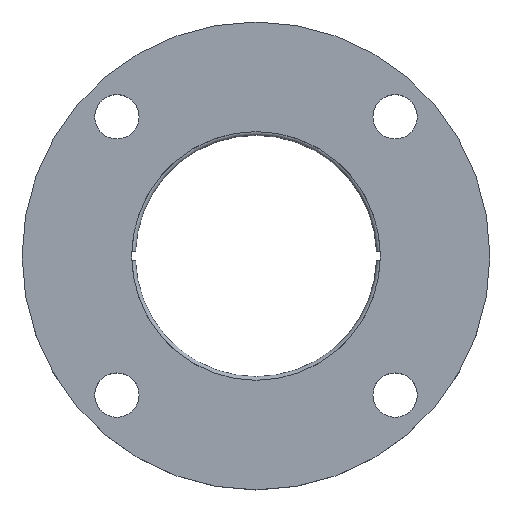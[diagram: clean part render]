
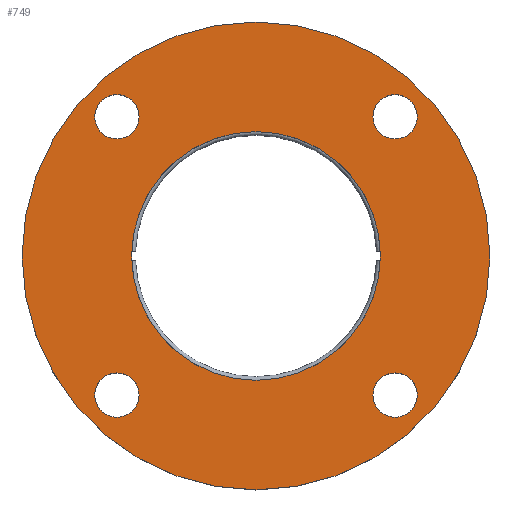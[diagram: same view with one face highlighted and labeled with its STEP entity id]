
A CAD part, top view. The second image highlights one B-rep face of the part: STEP entity #749.
In plain terms, the highlighted planar face has unit normal (0, 0, 1).
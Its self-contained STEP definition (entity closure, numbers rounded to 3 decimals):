
#10 = DIRECTION ( 'NONE',  ( 1., 0., 0. ) ) ;
#19 = DIRECTION ( 'NONE',  ( -1., 0., 0. ) ) ;
#31 = CARTESIAN_POINT ( 'NONE',  ( 0., 0., 0. ) ) ;
#36 = EDGE_CURVE ( 'NONE', #263, #430, #740, .T. ) ;
#42 = FACE_BOUND ( 'NONE', #934, .T. ) ;
#46 = AXIS2_PLACEMENT_3D ( 'NONE', #1068, #226, #1286 ) ;
#51 = EDGE_CURVE ( 'NONE', #143, #1388, #53, .T. ) ;
#52 = ORIENTED_EDGE ( 'NONE', *, *, #1084, .T. ) ;
#53 = CIRCLE ( 'NONE', #355, 4.5 ) ;
#79 = AXIS2_PLACEMENT_3D ( 'NONE', #461, #313, #1102 ) ;
#96 = CARTESIAN_POINT ( 'NONE',  ( -23.75, -28.25, 0. ) ) ;
#109 = ORIENTED_EDGE ( 'NONE', *, *, #36, .T. ) ;
#113 = CIRCLE ( 'NONE', #1081, 4.5 ) ;
#136 = CIRCLE ( 'NONE', #79, 4.5 ) ;
#143 = VERTEX_POINT ( 'NONE', #596 ) ;
#194 = DIRECTION ( 'NONE',  ( 0., 0., -1. ) ) ;
#212 = DIRECTION ( 'NONE',  ( -1., 0., 0. ) ) ;
#213 = VERTEX_POINT ( 'NONE', #547 ) ;
#226 = DIRECTION ( 'NONE',  ( 0., 0., -1. ) ) ;
#255 = VERTEX_POINT ( 'NONE', #1413 ) ;
#261 = EDGE_CURVE ( 'NONE', #1134, #1419, #1440, .T. ) ;
#263 = VERTEX_POINT ( 'NONE', #316 ) ;
#288 = VERTEX_POINT ( 'NONE', #1392 ) ;
#312 = CIRCLE ( 'NONE', #1166, 4.5 ) ;
#313 = DIRECTION ( 'NONE',  ( 0., 0., -1. ) ) ;
#316 = CARTESIAN_POINT ( 'NONE',  ( -32.75, -28.25, 0. ) ) ;
#327 = DIRECTION ( 'NONE',  ( 0., 0., 1. ) ) ;
#329 = DIRECTION ( 'NONE',  ( 0., 0., -1. ) ) ;
#355 = AXIS2_PLACEMENT_3D ( 'NONE', #793, #373, #1056 ) ;
#357 = CARTESIAN_POINT ( 'NONE',  ( -25.25, 0., 0. ) ) ;
#368 = ORIENTED_EDGE ( 'NONE', *, *, #941, .T. ) ;
#373 = DIRECTION ( 'NONE',  ( 0., 0., -1. ) ) ;
#383 = DIRECTION ( 'NONE',  ( 0., 0., -1. ) ) ;
#406 = EDGE_CURVE ( 'NONE', #255, #1284, #1228, .T. ) ;
#421 = DIRECTION ( 'NONE',  ( -1., 0., 0. ) ) ;
#424 = AXIS2_PLACEMENT_3D ( 'NONE', #921, #1386, #1391 ) ;
#425 = AXIS2_PLACEMENT_3D ( 'NONE', #590, #1272, #1381 ) ;
#430 = VERTEX_POINT ( 'NONE', #96 ) ;
#437 = CIRCLE ( 'NONE', #424, 47.5 ) ;
#451 = ORIENTED_EDGE ( 'NONE', *, *, #406, .T. ) ;
#461 = CARTESIAN_POINT ( 'NONE',  ( -28.25, -28.25, 0. ) ) ;
#485 = EDGE_CURVE ( 'NONE', #1419, #1134, #953, .T. ) ;
#499 = ORIENTED_EDGE ( 'NONE', *, *, #1414, .T. ) ;
#501 = AXIS2_PLACEMENT_3D ( 'NONE', #811, #589, #803 ) ;
#512 = DIRECTION ( 'NONE',  ( 1., 0., 0. ) ) ;
#531 = CARTESIAN_POINT ( 'NONE',  ( 23.75, -28.25, 0. ) ) ;
#533 = VERTEX_POINT ( 'NONE', #1243 ) ;
#547 = CARTESIAN_POINT ( 'NONE',  ( 25.25, 0., 0. ) ) ;
#551 = ORIENTED_EDGE ( 'NONE', *, *, #1409, .T. ) ;
#555 = ORIENTED_EDGE ( 'NONE', *, *, #51, .T. ) ;
#589 = DIRECTION ( 'NONE',  ( 0., 0., 1. ) ) ;
#590 = CARTESIAN_POINT ( 'NONE',  ( -28.25, -28.25, 0. ) ) ;
#596 = CARTESIAN_POINT ( 'NONE',  ( -32.75, 28.25, 0. ) ) ;
#602 = AXIS2_PLACEMENT_3D ( 'NONE', #773, #329, #212 ) ;
#622 = AXIS2_PLACEMENT_3D ( 'NONE', #1036, #383, #19 ) ;
#626 = CARTESIAN_POINT ( 'NONE',  ( 0., 0., 0. ) ) ;
#639 = ORIENTED_EDGE ( 'NONE', *, *, #949, .T. ) ;
#646 = DIRECTION ( 'NONE',  ( 0., 0., -1. ) ) ;
#654 = CARTESIAN_POINT ( 'NONE',  ( 28.25, 28.25, 0. ) ) ;
#662 = FACE_BOUND ( 'NONE', #987, .T. ) ;
#665 = CARTESIAN_POINT ( 'NONE',  ( 32.75, 28.25, 0. ) ) ;
#678 = ORIENTED_EDGE ( 'NONE', *, *, #261, .T. ) ;
#692 = DIRECTION ( 'NONE',  ( 0., 0., -1. ) ) ;
#703 = DIRECTION ( 'NONE',  ( -1., 0., 0. ) ) ;
#730 = CARTESIAN_POINT ( 'NONE',  ( -23.75, 28.25, 0. ) ) ;
#740 = CIRCLE ( 'NONE', #425, 4.5 ) ;
#749 = ADVANCED_FACE ( 'NONE', ( #1104, #1162, #662, #917, #42, #1083 ), #789, .F. ) ;
#773 = CARTESIAN_POINT ( 'NONE',  ( 28.25, -28.25, 0. ) ) ;
#789 = PLANE ( 'NONE',  #989 ) ;
#793 = CARTESIAN_POINT ( 'NONE',  ( -28.25, 28.25, 0. ) ) ;
#803 = DIRECTION ( 'NONE',  ( 1., 0., 0. ) ) ;
#811 = CARTESIAN_POINT ( 'NONE',  ( 0., 0., 0. ) ) ;
#869 = CARTESIAN_POINT ( 'NONE',  ( 32.75, -28.25, 0. ) ) ;
#882 = EDGE_CURVE ( 'NONE', #213, #533, #1011, .T. ) ;
#897 = CIRCLE ( 'NONE', #1426, 25.25 ) ;
#917 = FACE_BOUND ( 'NONE', #1298, .T. ) ;
#921 = CARTESIAN_POINT ( 'NONE',  ( 0., 0., 0. ) ) ;
#929 = VERTEX_POINT ( 'NONE', #1178 ) ;
#934 = EDGE_LOOP ( 'NONE', ( #1275, #1190 ) ) ;
#941 = EDGE_CURVE ( 'NONE', #288, #929, #437, .T. ) ;
#949 = EDGE_CURVE ( 'NONE', #929, #288, #1421, .T. ) ;
#953 = CIRCLE ( 'NONE', #602, 4.5 ) ;
#954 = EDGE_LOOP ( 'NONE', ( #368, #639 ) ) ;
#987 = EDGE_LOOP ( 'NONE', ( #109, #52 ) ) ;
#989 = AXIS2_PLACEMENT_3D ( 'NONE', #357, #692, #703 ) ;
#1006 = EDGE_LOOP ( 'NONE', ( #1305, #678 ) ) ;
#1011 = CIRCLE ( 'NONE', #1309, 25.25 ) ;
#1032 = EDGE_CURVE ( 'NONE', #533, #213, #897, .T. ) ;
#1036 = CARTESIAN_POINT ( 'NONE',  ( 28.25, -28.25, 0. ) ) ;
#1056 = DIRECTION ( 'NONE',  ( -1., 0., 0. ) ) ;
#1068 = CARTESIAN_POINT ( 'NONE',  ( 28.25, 28.25, 0. ) ) ;
#1081 = AXIS2_PLACEMENT_3D ( 'NONE', #654, #194, #421 ) ;
#1083 = FACE_OUTER_BOUND ( 'NONE', #954, .T. ) ;
#1084 = EDGE_CURVE ( 'NONE', #430, #263, #136, .T. ) ;
#1102 = DIRECTION ( 'NONE',  ( -1., 0., 0. ) ) ;
#1104 = FACE_BOUND ( 'NONE', #1302, .T. ) ;
#1134 = VERTEX_POINT ( 'NONE', #869 ) ;
#1162 = FACE_BOUND ( 'NONE', #1006, .T. ) ;
#1166 = AXIS2_PLACEMENT_3D ( 'NONE', #1340, #646, #1450 ) ;
#1178 = CARTESIAN_POINT ( 'NONE',  ( -47.5, 0., 0. ) ) ;
#1190 = ORIENTED_EDGE ( 'NONE', *, *, #1032, .F. ) ;
#1228 = CIRCLE ( 'NONE', #46, 4.5 ) ;
#1243 = CARTESIAN_POINT ( 'NONE',  ( -25.25, 0., 0. ) ) ;
#1272 = DIRECTION ( 'NONE',  ( 0., 0., -1. ) ) ;
#1275 = ORIENTED_EDGE ( 'NONE', *, *, #882, .F. ) ;
#1284 = VERTEX_POINT ( 'NONE', #665 ) ;
#1286 = DIRECTION ( 'NONE',  ( -1., 0., 0. ) ) ;
#1298 = EDGE_LOOP ( 'NONE', ( #555, #499 ) ) ;
#1302 = EDGE_LOOP ( 'NONE', ( #451, #551 ) ) ;
#1305 = ORIENTED_EDGE ( 'NONE', *, *, #485, .T. ) ;
#1309 = AXIS2_PLACEMENT_3D ( 'NONE', #31, #1401, #10 ) ;
#1340 = CARTESIAN_POINT ( 'NONE',  ( -28.25, 28.25, 0. ) ) ;
#1381 = DIRECTION ( 'NONE',  ( -1., 0., 0. ) ) ;
#1386 = DIRECTION ( 'NONE',  ( 0., 0., 1. ) ) ;
#1388 = VERTEX_POINT ( 'NONE', #730 ) ;
#1391 = DIRECTION ( 'NONE',  ( 1., 0., 0. ) ) ;
#1392 = CARTESIAN_POINT ( 'NONE',  ( 47.5, 0., 0. ) ) ;
#1401 = DIRECTION ( 'NONE',  ( 0., 0., 1. ) ) ;
#1409 = EDGE_CURVE ( 'NONE', #1284, #255, #113, .T. ) ;
#1413 = CARTESIAN_POINT ( 'NONE',  ( 23.75, 28.25, 0. ) ) ;
#1414 = EDGE_CURVE ( 'NONE', #1388, #143, #312, .T. ) ;
#1419 = VERTEX_POINT ( 'NONE', #531 ) ;
#1421 = CIRCLE ( 'NONE', #501, 47.5 ) ;
#1426 = AXIS2_PLACEMENT_3D ( 'NONE', #626, #327, #512 ) ;
#1440 = CIRCLE ( 'NONE', #622, 4.5 ) ;
#1450 = DIRECTION ( 'NONE',  ( -1., 0., 0. ) ) ;
